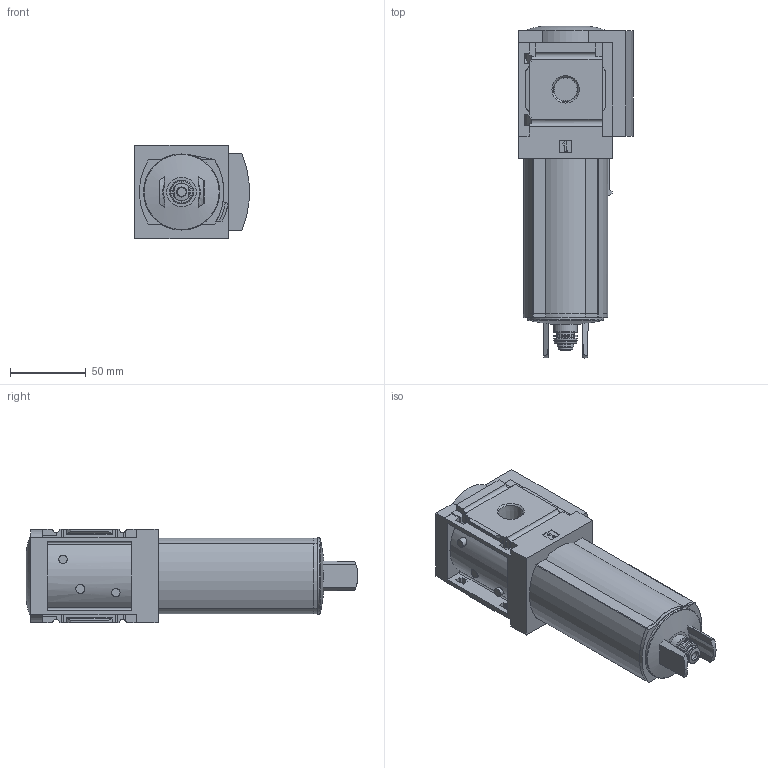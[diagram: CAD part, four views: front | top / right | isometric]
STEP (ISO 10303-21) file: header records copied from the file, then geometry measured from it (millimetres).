
FILE_DESCRIPTION(/* description */ ('STEP AP214'),/* implementation_level */ '2;1');
FILE_NAME(/* name */ '531545_MS6N-LF-3_8-CUV',/* time_stamp */ '2024-09-11T14:10:20+02:00',/* author */ ('License CC BY-ND 4.0'),/* organization */ ('CADENAS'),/* preprocessor_version */ 'ST-DEVELOPER v19.3',/* originating_system */ 'PARTsolutions',/* authorisation */ ' ');
FILE_SCHEMA (('AUTOMOTIVE_DESIGN {1 0 10303 214 3 1 1}'));
Length unit declared in the file: millimetre
Products named in the file (3): 531545 MS6N-LF-3/8-CUV; 527669 MS6N-LF-3/8-C--U-V0D; KOND MS6-2-3
Assembly tree (2 placements, depth 2):
  531545 MS6N-LF-3/8-CUV
    527669 MS6N-LF-3/8-C--U-V0D
    KOND MS6-2-3
Bounding box: 75.8 x 219.83 x 62 mm (x, y, z)
Volume: 599897 mm3; surface area: 60287.7 mm2
Topology: 2 solids, 2 shells, 302 faces, 807 edges, 530 vertices
Faces by surface type: plane 197, cylinder 71, torus 23, cone 10, sphere 1
Full cylindrical faces by diameter (mm): 5.5 x2, 6 x1, 11 x1, 11.4 x1, 11.6 x1, 11.8 x1, 15.8 x1, 50.36 x1
Entity records: 11423 total; most frequent: CARTESIAN_POINT 1713, DIRECTION 1557, ORIENTED_EDGE 1534, EDGE_CURVE 767, LINE 531, VECTOR 531, VERTEX_POINT 525, AXIS2_PLACEMENT_3D 513
